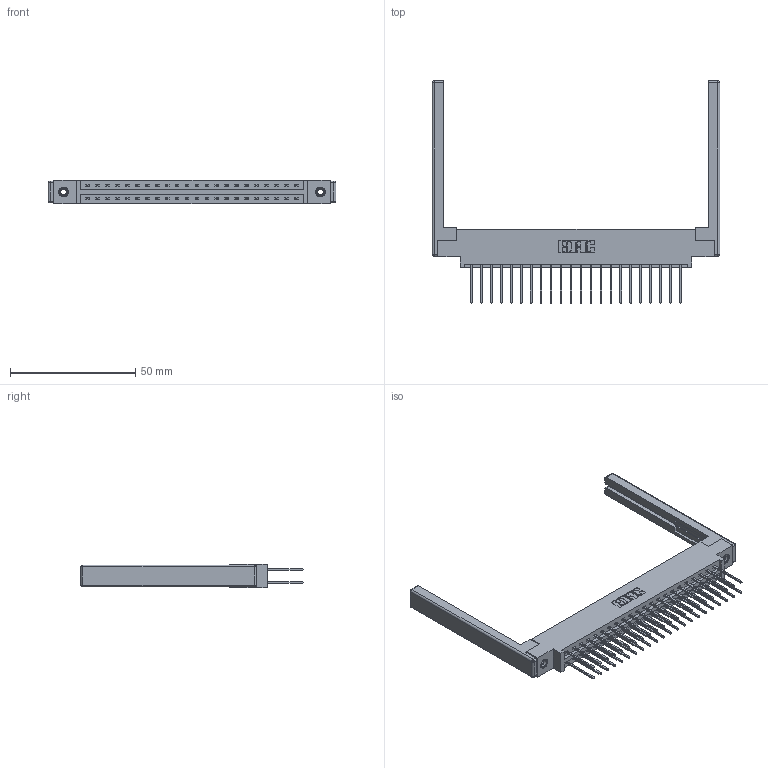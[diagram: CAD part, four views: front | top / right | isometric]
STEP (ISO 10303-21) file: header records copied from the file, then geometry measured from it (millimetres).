
FILE_DESCRIPTION (( 'STEP AP203' ), '1' );
FILE_NAME ('337-044-540-868.STEP', '2019-10-11T13:38:22', ( '' ), ( '' ), 'SwSTEP 2.0', 'SolidWorks 2016', '' );
FILE_SCHEMA (( 'CONFIG_CONTROL_DESIGN' ));
Length unit declared in the file: inch
Products named in the file (5): 307-220-068; 337 Part_0.170 Offset - 0.156 Dia-TI; 345-250-001_345-250-001-102; 337-044-540-868; 345-292-001_345-293-140
Assembly tree (49 placements, depth 2):
  337-044-540-868
    337 Part_0.170 Offset - 0.156 Dia-TI
    345-292-001_345-293-140  x44
    345-250-001_345-250-001-102  x2
    307-220-068  x2
Bounding box: 114.6 x 88.52 x 9.4 mm (x, y, z)
Volume: 16245.8 mm3; surface area: 18181.4 mm2
Topology: 49 solids, 49 shells, 2648 faces, 7797 edges, 5118 vertices
Faces by surface type: plane 1834, cylinder 790, cone 12, sphere 8, torus 4
Entity records: 22554 total; most frequent: CARTESIAN_POINT 3783, ORIENTED_EDGE 3708, DIRECTION 3324, EDGE_CURVE 1854, LINE 1676, VECTOR 1676, VERTEX_POINT 1226, AXIS2_PLACEMENT_3D 824
